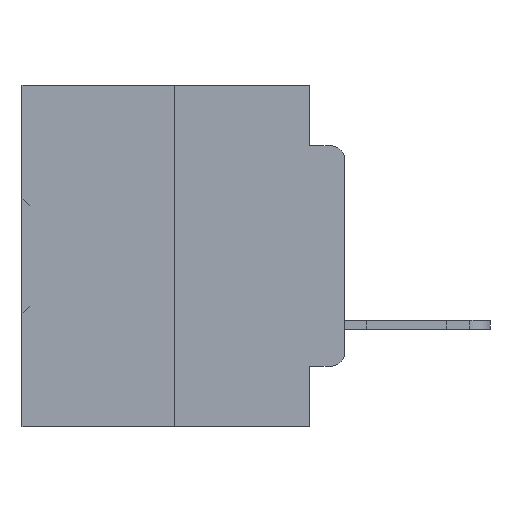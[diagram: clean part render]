
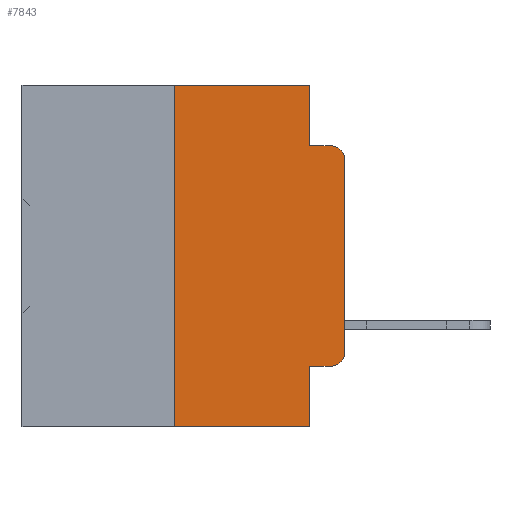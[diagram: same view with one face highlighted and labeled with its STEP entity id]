
A CAD part, left-side view. The second image highlights one B-rep face of the part: STEP entity #7843.
In plain terms, the highlighted planar face has unit normal (-1, 0, 0).
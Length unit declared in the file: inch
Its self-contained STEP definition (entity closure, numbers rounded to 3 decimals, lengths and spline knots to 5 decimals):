
#39 = EDGE_CURVE ( 'NONE', #27533, #3730, #22133, .T. ) ;
#1053 = ORIENTED_EDGE ( 'NONE', *, *, #16414, .F. ) ;
#1267 = PLANE ( 'NONE',  #11404 ) ;
#1416 = DIRECTION ( 'NONE',  ( 1., 0., 0. ) ) ;
#1459 = ORIENTED_EDGE ( 'NONE', *, *, #2301, .F. ) ;
#2301 = EDGE_CURVE ( 'NONE', #33564, #35565, #12704, .T. ) ;
#2619 = FACE_OUTER_BOUND ( 'NONE', #23993, .T. ) ;
#3712 = ORIENTED_EDGE ( 'NONE', *, *, #30285, .T. ) ;
#3730 = VERTEX_POINT ( 'NONE', #27340 ) ;
#3990 = CARTESIAN_POINT ( 'NONE',  ( 0., 0.051, -0.0885 ) ) ;
#5073 = DIRECTION ( 'NONE',  ( 0., -1., 0. ) ) ;
#5773 = DIRECTION ( 'NONE',  ( 0., 0., -1. ) ) ;
#5993 = CARTESIAN_POINT ( 'NONE',  ( 0., 0.051, 0. ) ) ;
#6240 = LINE ( 'NONE', #12498, #35428 ) ;
#6699 = EDGE_CURVE ( 'NONE', #14605, #25211, #20227, .T. ) ;
#6845 = ORIENTED_EDGE ( 'NONE', *, *, #39, .F. ) ;
#7144 = CARTESIAN_POINT ( 'NONE',  ( 0., 0.051, 0. ) ) ;
#7843 = ADVANCED_FACE ( 'NONE', ( #2619 ), #1267, .F. ) ;
#8842 = EDGE_CURVE ( 'NONE', #25211, #29565, #36199, .T. ) ;
#10234 = ORIENTED_EDGE ( 'NONE', *, *, #21736, .T. ) ;
#11312 = DIRECTION ( 'NONE',  ( 0., -1., 0. ) ) ;
#11404 = AXIS2_PLACEMENT_3D ( 'NONE', #37713, #1416, #23574 ) ;
#11781 = VECTOR ( 'NONE', #5773, 39.37008 ) ;
#12068 = CARTESIAN_POINT ( 'NONE',  ( 0., 0.051, -0.0885 ) ) ;
#12498 = CARTESIAN_POINT ( 'NONE',  ( 0., 0.473, -0.5 ) ) ;
#12560 = DIRECTION ( 'NONE',  ( 0., 0., 1. ) ) ;
#12704 = LINE ( 'NONE', #36168, #29677 ) ;
#13259 = CARTESIAN_POINT ( 'NONE',  ( 0., 0.25, -0.5 ) ) ;
#13449 = CARTESIAN_POINT ( 'NONE',  ( 0., 0.02, -0.4115 ) ) ;
#13572 = CARTESIAN_POINT ( 'NONE',  ( 0., 0., -0.1085 ) ) ;
#13946 = ORIENTED_EDGE ( 'NONE', *, *, #27342, .T. ) ;
#14135 = AXIS2_PLACEMENT_3D ( 'NONE', #19254, #39282, #22289 ) ;
#14605 = VERTEX_POINT ( 'NONE', #7144 ) ;
#14933 = DIRECTION ( 'NONE',  ( -1., 0., 0. ) ) ;
#15228 = ORIENTED_EDGE ( 'NONE', *, *, #19713, .T. ) ;
#16414 = EDGE_CURVE ( 'NONE', #35565, #14605, #26185, .T. ) ;
#17917 = VECTOR ( 'NONE', #12560, 39.37008 ) ;
#18245 = VECTOR ( 'NONE', #5073, 39.37008 ) ;
#19254 = CARTESIAN_POINT ( 'NONE',  ( 0., 0.02, -0.1085 ) ) ;
#19449 = VERTEX_POINT ( 'NONE', #13572 ) ;
#19536 = CARTESIAN_POINT ( 'NONE',  ( 0., 0.25, 0. ) ) ;
#19713 = EDGE_CURVE ( 'NONE', #30490, #34533, #37730, .T. ) ;
#19914 = LINE ( 'NONE', #27707, #17917 ) ;
#20167 = CARTESIAN_POINT ( 'NONE',  ( 0., 0.02, -0.0885 ) ) ;
#20227 = LINE ( 'NONE', #5993, #11781 ) ;
#21477 = ORIENTED_EDGE ( 'NONE', *, *, #21520, .T. ) ;
#21520 = EDGE_CURVE ( 'NONE', #19449, #29565, #27430, .T. ) ;
#21736 = EDGE_CURVE ( 'NONE', #27533, #30490, #28777, .T. ) ;
#21996 = VECTOR ( 'NONE', #11312, 39.37008 ) ;
#22133 = LINE ( 'NONE', #28745, #37275 ) ;
#22235 = ORIENTED_EDGE ( 'NONE', *, *, #8842, .F. ) ;
#22289 = DIRECTION ( 'NONE',  ( 0., 0., -1. ) ) ;
#23574 = DIRECTION ( 'NONE',  ( 0., 0., -1. ) ) ;
#23993 = EDGE_LOOP ( 'NONE', ( #13946, #21477, #22235, #32183, #1053, #1459, #3712, #6845, #10234, #15228 ) ) ;
#25211 = VERTEX_POINT ( 'NONE', #12068 ) ;
#26185 = LINE ( 'NONE', #29610, #18245 ) ;
#26388 = CARTESIAN_POINT ( 'NONE',  ( 0., 0., -0.3915 ) ) ;
#27340 = CARTESIAN_POINT ( 'NONE',  ( 0., 0.051, -0.5 ) ) ;
#27342 = EDGE_CURVE ( 'NONE', #34533, #19449, #19914, .T. ) ;
#27430 = CIRCLE ( 'NONE', #14135, 0.02 ) ;
#27533 = VERTEX_POINT ( 'NONE', #31298 ) ;
#27707 = CARTESIAN_POINT ( 'NONE',  ( 0., 0., 0. ) ) ;
#28706 = DIRECTION ( 'NONE',  ( 0., 0., -1. ) ) ;
#28745 = CARTESIAN_POINT ( 'NONE',  ( 0., 0.051, 0. ) ) ;
#28777 = LINE ( 'NONE', #32290, #21996 ) ;
#29565 = VERTEX_POINT ( 'NONE', #20167 ) ;
#29610 = CARTESIAN_POINT ( 'NONE',  ( 0., 0.473, 0. ) ) ;
#29677 = VECTOR ( 'NONE', #36216, 39.37008 ) ;
#30285 = EDGE_CURVE ( 'NONE', #33564, #3730, #6240, .T. ) ;
#30490 = VERTEX_POINT ( 'NONE', #13449 ) ;
#31298 = CARTESIAN_POINT ( 'NONE',  ( 0., 0.051, -0.4115 ) ) ;
#32183 = ORIENTED_EDGE ( 'NONE', *, *, #6699, .F. ) ;
#32290 = CARTESIAN_POINT ( 'NONE',  ( 0., 0.051, -0.4115 ) ) ;
#32674 = CARTESIAN_POINT ( 'NONE',  ( 0., 0.02, -0.3915 ) ) ;
#33564 = VERTEX_POINT ( 'NONE', #13259 ) ;
#34533 = VERTEX_POINT ( 'NONE', #26388 ) ;
#35428 = VECTOR ( 'NONE', #36188, 39.37008 ) ;
#35528 = DIRECTION ( 'NONE',  ( 0., 0., -1. ) ) ;
#35565 = VERTEX_POINT ( 'NONE', #19536 ) ;
#36168 = CARTESIAN_POINT ( 'NONE',  ( 0., 0.25, 0. ) ) ;
#36188 = DIRECTION ( 'NONE',  ( 0., -1., 0. ) ) ;
#36199 = LINE ( 'NONE', #3990, #37069 ) ;
#36216 = DIRECTION ( 'NONE',  ( 0., 0., 1. ) ) ;
#37056 = DIRECTION ( 'NONE',  ( 0., -1., 0. ) ) ;
#37069 = VECTOR ( 'NONE', #37056, 39.37008 ) ;
#37275 = VECTOR ( 'NONE', #28706, 39.37008 ) ;
#37713 = CARTESIAN_POINT ( 'NONE',  ( 0., 0.473, 0. ) ) ;
#37730 = CIRCLE ( 'NONE', #38864, 0.02 ) ;
#38864 = AXIS2_PLACEMENT_3D ( 'NONE', #32674, #14933, #35528 ) ;
#39282 = DIRECTION ( 'NONE',  ( -1., 0., 0. ) ) ;
